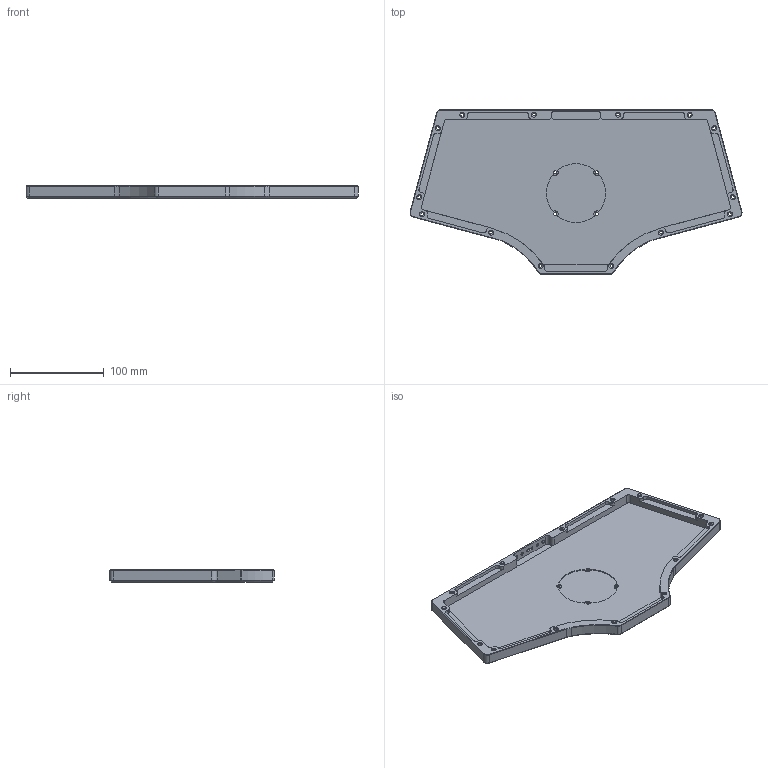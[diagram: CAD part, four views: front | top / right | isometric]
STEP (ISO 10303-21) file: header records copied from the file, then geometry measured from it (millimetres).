
FILE_DESCRIPTION(/* description */ (''),/* implementation_level */ '2;1');
FILE_NAME(/* name */ 'Case Bottom.step',/* time_stamp */ '2023-07-30T03:21:37+01:00',/* author */ (''),/* organization */ (''),/* preprocessor_version */ 'ST-DEVELOPER v20',/* originating_system */ 'Autodesk Translation Framework v12.9.0.99',/* authorisation */ '');
FILE_SCHEMA (('AUTOMOTIVE_DESIGN { 1 0 10303 214 3 1 1 }'));
Length unit declared in the file: millimetre
Products named in the file (1): Case Bottom
Bounding box: 354.44 x 176.04 x 13 mm (x, y, z)
Volume: 189767.5 mm3; surface area: 117536.9 mm2
Topology: 1 solids, 1 shells, 227 faces, 578 edges, 365 vertices
Faces by surface type: cylinder 94, plane 80, cone 53
Full cylindrical faces by diameter (mm): 3.2 x16, 3.3 x4, 3.7 x2, 12.2 x10
Entity records: 6998 total; most frequent: DIRECTION 1283, CARTESIAN_POINT 1171, ORIENTED_EDGE 1156, EDGE_CURVE 578, AXIS2_PLACEMENT_3D 477, VERTEX_POINT 365, LINE 329, VECTOR 329
